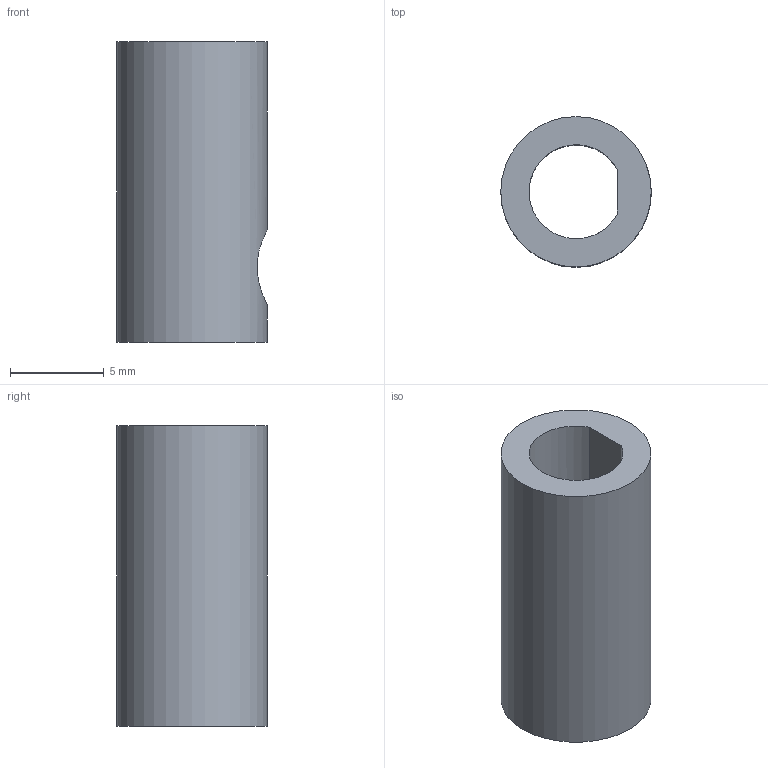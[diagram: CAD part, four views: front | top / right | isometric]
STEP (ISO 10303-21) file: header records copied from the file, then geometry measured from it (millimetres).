
FILE_DESCRIPTION(/* description */ (''),/* implementation_level */ '2;1');
FILE_NAME(/* name */ '5mm to 8mm shaft spacer.stp',/* time_stamp */ '2020-09-01T18:59:21+01:00',/* author */ ('isaac879'),/* organization */ (''),/* preprocessor_version */ 'ST-DEVELOPER v18',/* originating_system */ 'Autodesk Inventor 2020',/* authorisation */ '');
FILE_SCHEMA (('AUTOMOTIVE_DESIGN { 1 0 10303 214 3 1 1 }'));
Length unit declared in the file: millimetre
Products named in the file (1): 5mm to 8mm shaft spacer
Bounding box: 8 x 8 x 16 mm (x, y, z)
Volume: 475.9 mm3; surface area: 709.9 mm2
Topology: 1 solids, 1 shells, 7 faces, 21 edges, 15 vertices
Faces by surface type: plane 4, cylinder 3
Full cylindrical faces by diameter (mm): 4 x1, 8 x1
Entity records: 358 total; most frequent: CARTESIAN_POINT 113, ORIENTED_EDGE 42, DIRECTION 42, EDGE_CURVE 21, AXIS2_PLACEMENT_3D 17, VERTEX_POINT 15, EDGE_LOOP 10, CIRCLE 9
